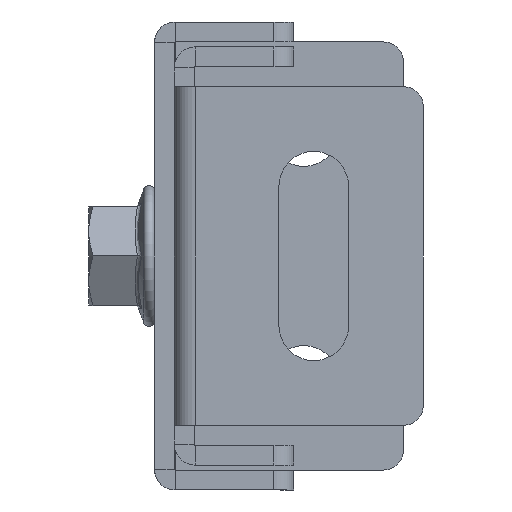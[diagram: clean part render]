
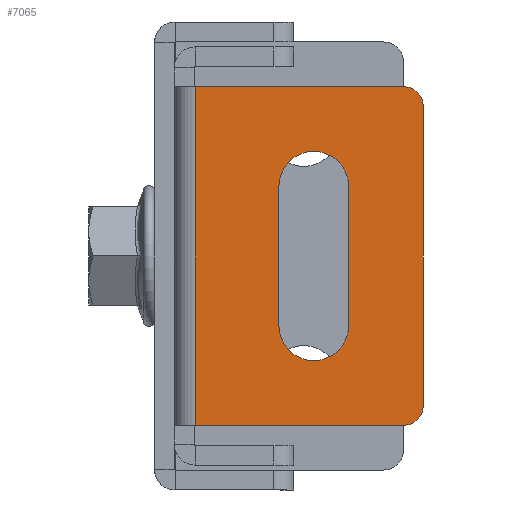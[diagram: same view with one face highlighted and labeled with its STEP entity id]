
A CAD part, left-side view. The second image highlights one B-rep face of the part: STEP entity #7065.
In plain terms, the highlighted planar face has unit normal (-1, 0, 0).
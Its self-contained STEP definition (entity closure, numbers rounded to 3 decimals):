
#2288 = EDGE_LOOP ( 'NONE', ( #8108, #8109, #8106, #8107 ) ) ;
#2383 = VERTEX_POINT ( 'NONE', #4919 ) ;
#2385 = VERTEX_POINT ( 'NONE', #4917 ) ;
#2386 = VERTEX_POINT ( 'NONE', #4915 ) ;
#2391 = VERTEX_POINT ( 'NONE', #4908 ) ;
#2393 = VERTEX_POINT ( 'NONE', #4906 ) ;
#2510 = VERTEX_POINT ( 'NONE', #4962 ) ;
#2512 = VERTEX_POINT ( 'NONE', #4955 ) ;
#2523 = VERTEX_POINT ( 'NONE', #4945 ) ;
#2541 = VERTEX_POINT ( 'NONE', #4990 ) ;
#2985 = DIRECTION ( 'NONE',  ( 0., 1., 0. ) ) ;
#2986 = DIRECTION ( 'NONE',  ( 1., 0., 0. ) ) ;
#2988 = PLANE ( 'NONE',  #3933 ) ;
#2989 = CARTESIAN_POINT ( 'NONE',  ( -62., 23., -17. ) ) ;
#2992 = FACE_OUTER_BOUND ( 'NONE', #8172, .T. ) ;
#3011 = FACE_BOUND ( 'NONE', #2288, .T. ) ;
#3031 = DIRECTION ( 'NONE',  ( 0., 1., 0. ) ) ;
#3032 = DIRECTION ( 'NONE',  ( -1., 0., 0. ) ) ;
#3033 = CARTESIAN_POINT ( 'NONE',  ( -62., 21., 15. ) ) ;
#3035 = DIRECTION ( 'NONE',  ( 0., 1., 0. ) ) ;
#3036 = DIRECTION ( 'NONE',  ( -1., 0., 0. ) ) ;
#3037 = CARTESIAN_POINT ( 'NONE',  ( -62., 21., -15. ) ) ;
#3038 = DIRECTION ( 'NONE',  ( 0., 0., -1. ) ) ;
#3039 = DIRECTION ( 'NONE',  ( 0., 1., 0. ) ) ;
#3040 = DIRECTION ( 'NONE',  ( 1., 0., 0. ) ) ;
#3041 = CARTESIAN_POINT ( 'NONE',  ( -62., 12., -7. ) ) ;
#3042 = DIRECTION ( 'NONE',  ( 0., 0., -1. ) ) ;
#3043 = CARTESIAN_POINT ( 'NONE',  ( -62., 8.5, 7. ) ) ;
#3044 = DIRECTION ( 'NONE',  ( 0., 1., 0. ) ) ;
#3045 = DIRECTION ( 'NONE',  ( 1., 0., 0. ) ) ;
#3046 = CARTESIAN_POINT ( 'NONE',  ( -62., 12., 7. ) ) ;
#3047 = CARTESIAN_POINT ( 'NONE',  ( -62., 23., -17. ) ) ;
#3048 = LINE ( 'NONE', #3047, #4101 ) ;
#3049 = DIRECTION ( 'NONE',  ( 0., 0., 1. ) ) ;
#3050 = CARTESIAN_POINT ( 'NONE',  ( -62., 15.5, 7. ) ) ;
#3070 = LINE ( 'NONE', #3050, #4183 ) ;
#3071 = DIRECTION ( 'NONE',  ( 0., 1., 0. ) ) ;
#3076 = CARTESIAN_POINT ( 'NONE',  ( -62., 0., 17. ) ) ;
#3078 = LINE ( 'NONE', #3076, #4211 ) ;
#3115 = DIRECTION ( 'NONE',  ( 0., -1., 0. ) ) ;
#3117 = CARTESIAN_POINT ( 'NONE',  ( -62., 0., -17. ) ) ;
#3119 = LINE ( 'NONE', #3117, #4236 ) ;
#3128 = DIRECTION ( 'NONE',  ( 0., 0., -1. ) ) ;
#3132 = CARTESIAN_POINT ( 'NONE',  ( -62., 0.1, -17. ) ) ;
#3145 = LINE ( 'NONE', #3132, #3883 ) ;
#3376 = LINE ( 'NONE', #3043, #4047 ) ;
#3734 = AXIS2_PLACEMENT_3D ( 'NONE', #3033, #3032, #3031 ) ;
#3883 = VECTOR ( 'NONE', #3128, 1000. ) ;
#3911 = CIRCLE ( 'NONE', #3734, 2. ) ;
#3933 = AXIS2_PLACEMENT_3D ( 'NONE', #2989, #2986, #2985 ) ;
#3942 = CIRCLE ( 'NONE', #3994, 2. ) ;
#3967 = AXIS2_PLACEMENT_3D ( 'NONE', #3041, #3040, #3039 ) ;
#3968 = CIRCLE ( 'NONE', #3967, 3.5 ) ;
#3994 = AXIS2_PLACEMENT_3D ( 'NONE', #3037, #3036, #3035 ) ;
#4023 = AXIS2_PLACEMENT_3D ( 'NONE', #3046, #3045, #3044 ) ;
#4047 = VECTOR ( 'NONE', #3042, 1000. ) ;
#4101 = VECTOR ( 'NONE', #3038, 1000. ) ;
#4183 = VECTOR ( 'NONE', #3049, 1000. ) ;
#4211 = VECTOR ( 'NONE', #3071, 1000. ) ;
#4236 = VECTOR ( 'NONE', #3115, 1000. ) ;
#4238 = CIRCLE ( 'NONE', #4023, 3.5 ) ;
#4866 = CARTESIAN_POINT ( 'NONE',  ( -62., 21., 17. ) ) ;
#4906 = CARTESIAN_POINT ( 'NONE',  ( -62., 21., -17. ) ) ;
#4908 = CARTESIAN_POINT ( 'NONE',  ( -62., 0.1, -17. ) ) ;
#4915 = CARTESIAN_POINT ( 'NONE',  ( -62., 23., 15. ) ) ;
#4917 = CARTESIAN_POINT ( 'NONE',  ( -62., 15.5, 7. ) ) ;
#4919 = CARTESIAN_POINT ( 'NONE',  ( -62., 0.1, 17. ) ) ;
#4945 = CARTESIAN_POINT ( 'NONE',  ( -62., 23., -15. ) ) ;
#4955 = CARTESIAN_POINT ( 'NONE',  ( -62., 8.5, 7. ) ) ;
#4962 = CARTESIAN_POINT ( 'NONE',  ( -62., 8.5, -7. ) ) ;
#4990 = CARTESIAN_POINT ( 'NONE',  ( -62., 15.5, -7. ) ) ;
#5274 = VERTEX_POINT ( 'NONE', #4866 ) ;
#5757 = ORIENTED_EDGE ( 'NONE', *, *, #7050, .T. ) ;
#5758 = ORIENTED_EDGE ( 'NONE', *, *, #7051, .T. ) ;
#5763 = ORIENTED_EDGE ( 'NONE', *, *, #7049, .T. ) ;
#5765 = ORIENTED_EDGE ( 'NONE', *, *, #7039, .T. ) ;
#5770 = ORIENTED_EDGE ( 'NONE', *, *, #7044, .T. ) ;
#5772 = ORIENTED_EDGE ( 'NONE', *, *, #7037, .F. ) ;
#7037 = EDGE_CURVE ( 'NONE', #2383, #2391, #3145, .T. ) ;
#7039 = EDGE_CURVE ( 'NONE', #2393, #2391, #3119, .T. ) ;
#7044 = EDGE_CURVE ( 'NONE', #2383, #5274, #3078, .T. ) ;
#7045 = EDGE_CURVE ( 'NONE', #2541, #2385, #3070, .T. ) ;
#7046 = EDGE_CURVE ( 'NONE', #2385, #2512, #4238, .T. ) ;
#7047 = EDGE_CURVE ( 'NONE', #2512, #2510, #3376, .T. ) ;
#7048 = EDGE_CURVE ( 'NONE', #2510, #2541, #3968, .T. ) ;
#7049 = EDGE_CURVE ( 'NONE', #2386, #2523, #3048, .T. ) ;
#7050 = EDGE_CURVE ( 'NONE', #2523, #2393, #3942, .T. ) ;
#7051 = EDGE_CURVE ( 'NONE', #5274, #2386, #3911, .T. ) ;
#7065 = ADVANCED_FACE ( 'NONE', ( #3011, #2992 ), #2988, .F. ) ;
#8106 = ORIENTED_EDGE ( 'NONE', *, *, #7047, .T. ) ;
#8107 = ORIENTED_EDGE ( 'NONE', *, *, #7048, .T. ) ;
#8108 = ORIENTED_EDGE ( 'NONE', *, *, #7045, .T. ) ;
#8109 = ORIENTED_EDGE ( 'NONE', *, *, #7046, .T. ) ;
#8172 = EDGE_LOOP ( 'NONE', ( #5763, #5757, #5765, #5772, #5770, #5758 ) ) ;
